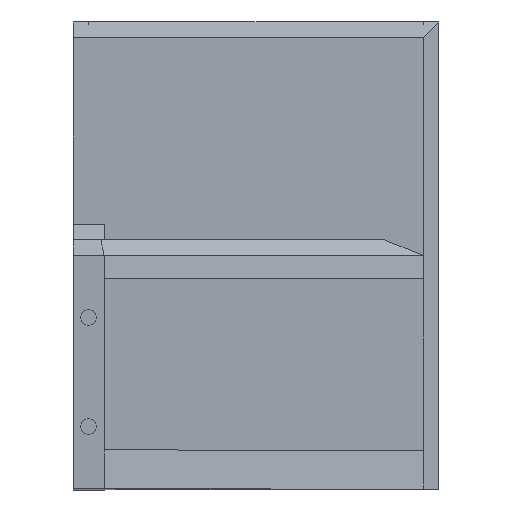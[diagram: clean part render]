
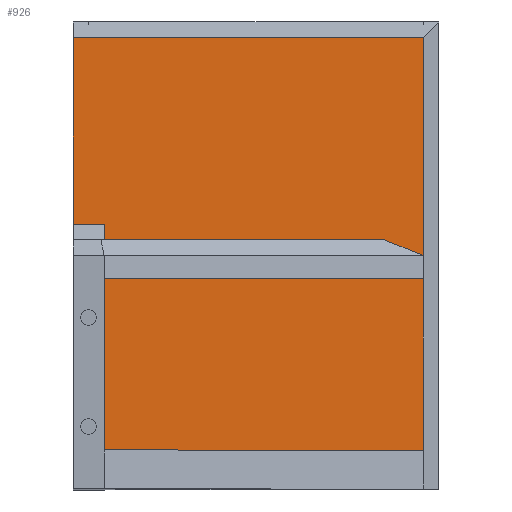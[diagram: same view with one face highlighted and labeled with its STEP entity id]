
A CAD part, top view. The second image highlights one B-rep face of the part: STEP entity #926.
In plain terms, the highlighted planar face has unit normal (0, 0, 1).
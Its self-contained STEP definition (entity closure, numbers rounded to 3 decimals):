
#42=PLANE('',#995);
#84=FACE_OUTER_BOUND('',#137,.T.);
#137=EDGE_LOOP('',(#708,#709,#710,#711,#712,#713,#714,#715,#716,#717,#718));
#207=LINE('',#1350,#320);
#214=LINE('',#1369,#327);
#226=LINE('',#1392,#339);
#228=LINE('',#1396,#341);
#229=LINE('',#1398,#342);
#230=LINE('',#1399,#343);
#231=LINE('',#1401,#344);
#232=LINE('',#1403,#345);
#233=LINE('',#1404,#346);
#234=LINE('',#1406,#347);
#235=LINE('',#1407,#348);
#320=VECTOR('',#1091,10.);
#327=VECTOR('',#1104,10.);
#339=VECTOR('',#1124,10.);
#341=VECTOR('',#1128,10.);
#342=VECTOR('',#1129,10.);
#343=VECTOR('',#1130,10.);
#344=VECTOR('',#1131,10.);
#345=VECTOR('',#1132,10.);
#346=VECTOR('',#1133,10.);
#347=VECTOR('',#1134,10.);
#348=VECTOR('',#1135,10.);
#450=VERTEX_POINT('',#1347);
#451=VERTEX_POINT('',#1349);
#459=VERTEX_POINT('',#1366);
#460=VERTEX_POINT('',#1368);
#463=VERTEX_POINT('',#1379);
#467=VERTEX_POINT('',#1390);
#468=VERTEX_POINT('',#1395);
#469=VERTEX_POINT('',#1397);
#470=VERTEX_POINT('',#1400);
#471=VERTEX_POINT('',#1402);
#472=VERTEX_POINT('',#1405);
#537=EDGE_CURVE('',#450,#451,#207,.T.);
#546=EDGE_CURVE('',#459,#460,#214,.F.);
#558=EDGE_CURVE('',#467,#450,#226,.T.);
#560=EDGE_CURVE('',#467,#468,#228,.T.);
#561=EDGE_CURVE('',#468,#469,#229,.T.);
#562=EDGE_CURVE('',#463,#469,#230,.T.);
#563=EDGE_CURVE('',#463,#470,#231,.T.);
#564=EDGE_CURVE('',#470,#471,#232,.T.);
#565=EDGE_CURVE('',#471,#460,#233,.T.);
#566=EDGE_CURVE('',#472,#459,#234,.T.);
#567=EDGE_CURVE('',#451,#472,#235,.T.);
#708=ORIENTED_EDGE('',*,*,#558,.F.);
#709=ORIENTED_EDGE('',*,*,#560,.T.);
#710=ORIENTED_EDGE('',*,*,#561,.T.);
#711=ORIENTED_EDGE('',*,*,#562,.F.);
#712=ORIENTED_EDGE('',*,*,#563,.T.);
#713=ORIENTED_EDGE('',*,*,#564,.T.);
#714=ORIENTED_EDGE('',*,*,#565,.T.);
#715=ORIENTED_EDGE('',*,*,#546,.F.);
#716=ORIENTED_EDGE('',*,*,#566,.F.);
#717=ORIENTED_EDGE('',*,*,#567,.F.);
#718=ORIENTED_EDGE('',*,*,#537,.F.);
#926=ADVANCED_FACE('',(#84),#42,.T.);
#995=AXIS2_PLACEMENT_3D('',#1394,#1126,#1127);
#1091=DIRECTION('',(0.,1.,0.));
#1104=DIRECTION('',(0.928,-0.373,0.));
#1124=DIRECTION('',(-1.,0.,0.));
#1126=DIRECTION('center_axis',(0.,0.,1.));
#1127=DIRECTION('ref_axis',(1.,0.,0.));
#1128=DIRECTION('',(0.,-1.,0.));
#1129=DIRECTION('',(1.,0.,0.));
#1130=DIRECTION('',(0.,-1.,0.));
#1131=DIRECTION('',(-1.,0.,0.));
#1132=DIRECTION('',(0.,1.,0.));
#1133=DIRECTION('',(1.,0.,0.));
#1134=DIRECTION('',(0.,-1.,0.));
#1135=DIRECTION('',(1.,0.,0.));
#1347=CARTESIAN_POINT('',(-23.5,49.5,23.5));
#1349=CARTESIAN_POINT('',(-23.5,73.5,23.5));
#1350=CARTESIAN_POINT('',(-23.5,22.5,23.5));
#1366=CARTESIAN_POINT('',(21.5,45.5,23.5));
#1368=CARTESIAN_POINT('',(16.525,47.5,23.5));
#1369=CARTESIAN_POINT('',(-7.256,57.059,23.5));
#1379=CARTESIAN_POINT('',(21.5,42.5,23.5));
#1390=CARTESIAN_POINT('',(-19.5,49.5,23.5));
#1392=CARTESIAN_POINT('',(-11.269,49.5,23.5));
#1394=CARTESIAN_POINT('Origin',(-23.5,22.5,23.5));
#1395=CARTESIAN_POINT('',(-19.5,20.5,23.5));
#1396=CARTESIAN_POINT('',(-19.5,25.5,23.5));
#1397=CARTESIAN_POINT('',(21.5,20.5,23.5));
#1398=CARTESIAN_POINT('',(-12.892,20.5,23.5));
#1399=CARTESIAN_POINT('',(21.5,22.5,23.5));
#1400=CARTESIAN_POINT('',(9.062,42.5,23.5));
#1401=CARTESIAN_POINT('',(-11.269,42.5,23.5));
#1402=CARTESIAN_POINT('',(9.062,47.5,23.5));
#1403=CARTESIAN_POINT('',(9.062,32.5,23.5));
#1404=CARTESIAN_POINT('',(-11.269,47.5,23.5));
#1405=CARTESIAN_POINT('',(21.5,73.5,23.5));
#1406=CARTESIAN_POINT('',(21.5,22.5,23.5));
#1407=CARTESIAN_POINT('',(-11.75,73.5,23.5));
